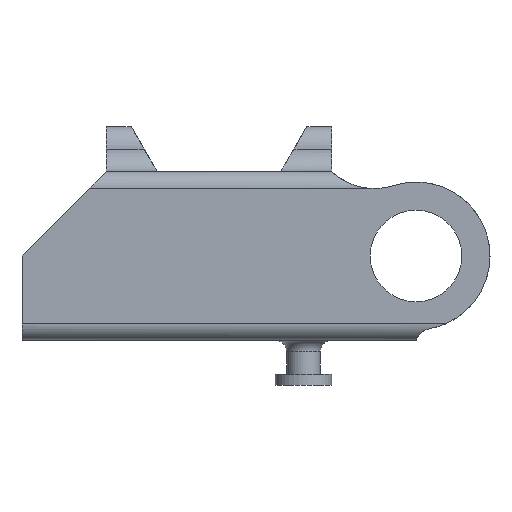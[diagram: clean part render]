
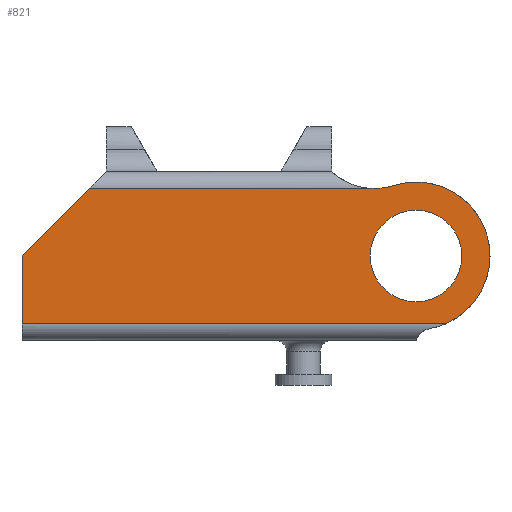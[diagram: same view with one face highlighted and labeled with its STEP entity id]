
A CAD part, front view. The second image highlights one B-rep face of the part: STEP entity #821.
In plain terms, the highlighted planar face has unit normal (0, -1, 0).
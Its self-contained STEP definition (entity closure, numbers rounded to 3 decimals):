
#39=FACE_BOUND('',#297,.T.);
#58=PLANE('',#895);
#93=LINE('',#1289,#160);
#110=LINE('',#1341,#177);
#115=LINE('',#1373,#182);
#116=LINE('',#1397,#183);
#160=VECTOR('',#1030,10.);
#177=VECTOR('',#1055,10.);
#182=VECTOR('',#1070,10.);
#183=VECTOR('',#1073,10.);
#246=FACE_OUTER_BOUND('',#296,.T.);
#296=EDGE_LOOP('',(#670,#671,#672,#673,#674,#675));
#297=EDGE_LOOP('',(#676));
#341=CIRCLE('',#896,6.569);
#342=CIRCLE('',#897,5.5);
#343=CIRCLE('',#898,4.069);
#391=VERTEX_POINT('',#1286);
#392=VERTEX_POINT('',#1288);
#409=VERTEX_POINT('',#1340);
#413=VERTEX_POINT('',#1372);
#415=VERTEX_POINT('',#1390);
#416=VERTEX_POINT('',#1411);
#417=VERTEX_POINT('',#1414);
#478=EDGE_CURVE('',#392,#391,#93,.T.);
#497=EDGE_CURVE('',#392,#409,#110,.T.);
#506=EDGE_CURVE('',#409,#413,#115,.T.);
#509=EDGE_CURVE('',#415,#391,#116,.T.);
#511=EDGE_CURVE('',#416,#415,#341,.T.);
#512=EDGE_CURVE('',#416,#413,#342,.F.);
#513=EDGE_CURVE('',#417,#417,#343,.T.);
#670=ORIENTED_EDGE('',*,*,#506,.F.);
#671=ORIENTED_EDGE('',*,*,#497,.F.);
#672=ORIENTED_EDGE('',*,*,#478,.T.);
#673=ORIENTED_EDGE('',*,*,#509,.F.);
#674=ORIENTED_EDGE('',*,*,#511,.F.);
#675=ORIENTED_EDGE('',*,*,#512,.T.);
#676=ORIENTED_EDGE('',*,*,#513,.F.);
#821=ADVANCED_FACE('',(#246,#39),#58,.T.);
#895=AXIS2_PLACEMENT_3D('',#1410,#1074,#1075);
#896=AXIS2_PLACEMENT_3D('',#1412,#1076,#1077);
#897=AXIS2_PLACEMENT_3D('',#1413,#1078,#1079);
#898=AXIS2_PLACEMENT_3D('',#1415,#1080,#1081);
#1030=DIRECTION('',(0.,0.,-1.));
#1055=DIRECTION('',(0.707,0.,0.707));
#1070=DIRECTION('',(1.,0.,0.));
#1073=DIRECTION('',(-1.,0.,0.));
#1074=DIRECTION('center_axis',(0.,-1.,0.));
#1075=DIRECTION('ref_axis',(0.,0.,-1.));
#1076=DIRECTION('center_axis',(0.,1.,0.));
#1077=DIRECTION('ref_axis',(1.,0.,0.));
#1078=DIRECTION('center_axis',(0.,-1.,0.));
#1079=DIRECTION('ref_axis',(0.307,0.,-0.952));
#1080=DIRECTION('center_axis',(0.,-1.,0.));
#1081=DIRECTION('ref_axis',(1.,0.,0.));
#1286=CARTESIAN_POINT('',(0.,0.,1.5));
#1288=CARTESIAN_POINT('',(0.,0.,7.5));
#1289=CARTESIAN_POINT('',(0.,0.,15.));
#1340=CARTESIAN_POINT('',(6.,0.,13.5));
#1341=CARTESIAN_POINT('',(3.75,0.,11.25));
#1372=CARTESIAN_POINT('',(30.881,0.,13.5));
#1373=CARTESIAN_POINT('',(0.,0.,13.5));
#1390=CARTESIAN_POINT('',(37.674,0.,1.5));
#1397=CARTESIAN_POINT('',(0.,0.,1.5));
#1410=CARTESIAN_POINT('Origin',(0.,0.,15.));
#1411=CARTESIAN_POINT('',(32.981,0.,13.751));
#1412=CARTESIAN_POINT('Origin',(35.,0.,7.5));
#1413=CARTESIAN_POINT('Origin',(31.291,0.,18.985));
#1414=CARTESIAN_POINT('',(30.931,0.,7.5));
#1415=CARTESIAN_POINT('Origin',(35.,0.,7.5));
